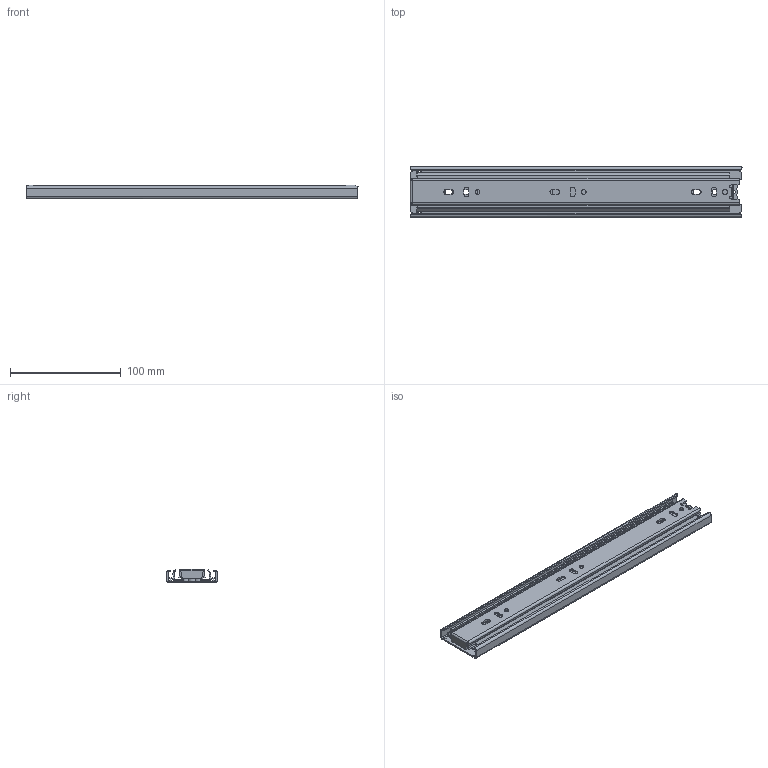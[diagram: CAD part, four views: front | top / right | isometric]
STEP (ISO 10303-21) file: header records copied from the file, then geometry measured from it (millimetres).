
FILE_DESCRIPTION( ( '' ), ' ' );
FILE_NAME( '5ae35e9cb17e740de7f7b41f.step', '2018-04-27T17:32:12', ( '' ), ( '' ), ' ', ' ', ' ' );
FILE_SCHEMA( ( 'AUTOMOTIVE_DESIGN { 1 0 10303 214 1 1 1 1 }' ) );
Length unit declared in the file: metre
Products named in the file (5): Assem1; Part 1
Assembly tree (4 placements, depth 2):
  Assem1
    Part 1
    Part 1
    Part 1
    Part 1
Bounding box: 300.37 x 45.5 x 12.38 mm (x, y, z)
Volume: 58719.8 mm3; surface area: 92595.7 mm2
Topology: 4 solids, 4 shells, 402 faces, 994 edges, 600 vertices
Faces by surface type: plane 268, cylinder 126, bspline 8
Full cylindrical faces by diameter (mm): 4.242 x3, 4.5 x1, 4.9 x1, 6.5 x3
Entity records: 12043 total; most frequent: CARTESIAN_POINT 2377, DIRECTION 1984, ORIENTED_EDGE 1956, EDGE_CURVE 978, LINE 706, VECTOR 706, AXIS2_PLACEMENT_3D 639, VERTEX_POINT 592
